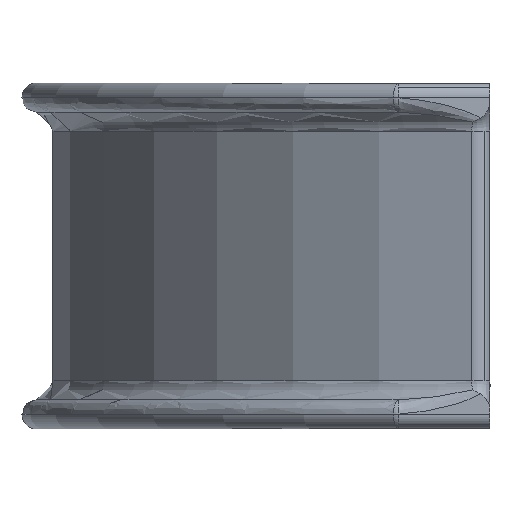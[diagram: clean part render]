
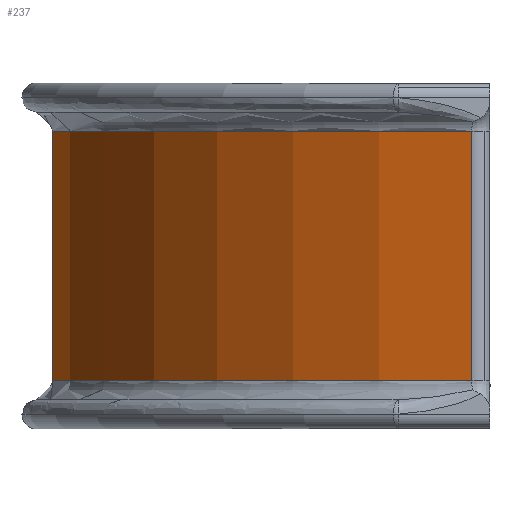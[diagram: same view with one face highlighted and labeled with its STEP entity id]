
A CAD part, left-side view. The second image highlights one B-rep face of the part: STEP entity #237.
In plain terms, the highlighted cylindrical face has radius 59.023 mm (diameter 118.045 mm), a partial arc.
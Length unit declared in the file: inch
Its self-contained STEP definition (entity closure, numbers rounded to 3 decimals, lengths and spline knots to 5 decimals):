
#237=ADVANCED_FACE('',(#535),#536,.T.);
#535=FACE_OUTER_BOUND('',#3326,.T.);
#536=CYLINDRICAL_SURFACE('',#3327,2.32372);
#3326=EDGE_LOOP('',(#10017,#10018,#10019,#10020));
#3327=AXIS2_PLACEMENT_3D('',#10021,#10022,#10023);
#10017=ORIENTED_EDGE('',*,*,#10679,.F.);
#10018=ORIENTED_EDGE('',*,*,#10819,.F.);
#10019=ORIENTED_EDGE('',*,*,#10820,.F.);
#10020=ORIENTED_EDGE('',*,*,#10814,.F.);
#10021=CARTESIAN_POINT('',(2.3622,-0.5244,4.65415));
#10022=DIRECTION('',(0.0,0.0,-1.0));
#10023=DIRECTION('',(0.974,0.226,0.0));
#10679=EDGE_CURVE('',#11159,#11161,#11162,.T.);
#10814=EDGE_CURVE('',#11161,#11362,#11363,.T.);
#10819=EDGE_CURVE('',#11370,#11159,#11371,.T.);
#10820=EDGE_CURVE('',#11362,#11370,#11372,.T.);
#11159=VERTEX_POINT('',#11781);
#11161=VERTEX_POINT('',#11783);
#11162=LINE('',#11784,#11785);
#11362=VERTEX_POINT('',#12360);
#11363=CIRCLE('',#12361,2.32372);
#11370=VERTEX_POINT('',#12513);
#11371=CIRCLE('',#12514,2.32372);
#11372=LINE('',#12515,#12516);
#11781=CARTESIAN_POINT('',(0.11692,0.07427,4.57541));
#11783=CARTESIAN_POINT('',(0.11692,0.07427,3.55178));
#11784=CARTESIAN_POINT('',(0.11692,0.07427,4.65415));
#11785=VECTOR('',#13228,1.0);
#12360=CARTESIAN_POINT('',(4.60749,0.07427,3.55178));
#12361=AXIS2_PLACEMENT_3D('',#13395,#13396,#13397);
#12513=CARTESIAN_POINT('',(4.60749,0.07427,4.57541));
#12514=AXIS2_PLACEMENT_3D('',#13398,#13399,#13400);
#12515=CARTESIAN_POINT('',(4.60749,0.07427,4.65415));
#12516=VECTOR('',#13401,1.0);
#13228=DIRECTION('',(0.0,0.0,-1.0));
#13395=CARTESIAN_POINT('',(2.3622,-0.5244,3.55178));
#13396=DIRECTION('',(0.,0.,-1.0));
#13397=DIRECTION('',(0.,1.0,0.));
#13398=CARTESIAN_POINT('',(2.3622,-0.5244,4.57541));
#13399=DIRECTION('',(0.,0.,1.0));
#13400=DIRECTION('',(0.,1.0,0.));
#13401=DIRECTION('',(-0.0,-0.0,1.0));
